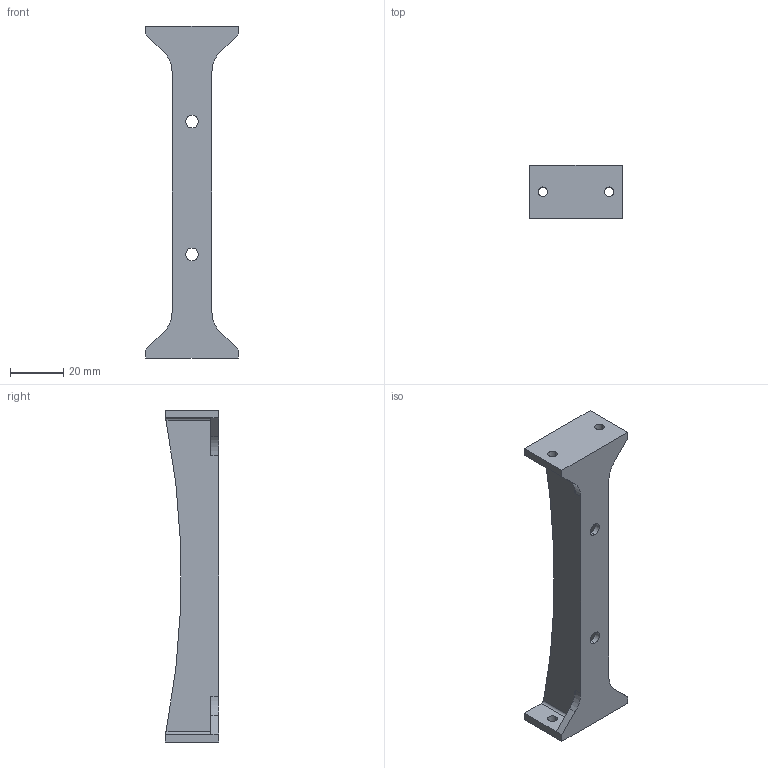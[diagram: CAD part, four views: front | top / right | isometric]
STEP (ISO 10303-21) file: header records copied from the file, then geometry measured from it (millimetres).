
FILE_DESCRIPTION (( 'STEP AP203' ), '1' );
FILE_NAME ('LRS_200-xx_2020_extrusion_x2.step', '2018-08-16T17:01:15', ( '' ), ( '' ), 'SwSTEP 2.0', 'SolidWorks 2018', '' );
FILE_SCHEMA (( 'CONFIG_CONTROL_DESIGN' ));
Length unit declared in the file: millimetre
Products named in the file (1): LRS_200-xx_2020_extrusion_x2
Bounding box: 35 x 20 x 125 mm (x, y, z)
Volume: 16085.2 mm3; surface area: 14100.3 mm2
Topology: 1 solids, 1 shells, 60 faces, 156 edges, 100 vertices
Faces by surface type: cylinder 30, plane 30
Entity records: 1985 total; most frequent: CARTESIAN_POINT 381, DIRECTION 322, ORIENTED_EDGE 312, EDGE_CURVE 156, AXIS2_PLACEMENT_3D 113, VERTEX_POINT 100, LINE 96, VECTOR 96
